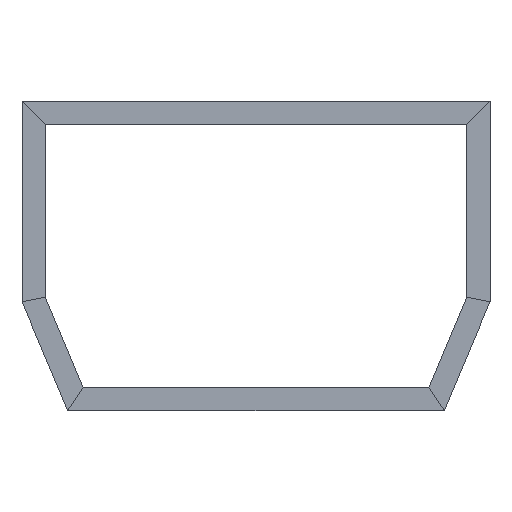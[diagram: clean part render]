
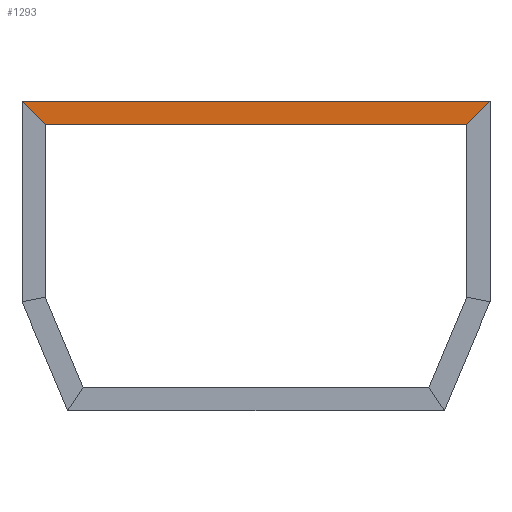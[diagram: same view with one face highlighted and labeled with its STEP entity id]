
A CAD part, top view. The second image highlights one B-rep face of the part: STEP entity #1293.
In plain terms, the highlighted free-form (B-spline) face has degree [1, 1] with [2, 2] control points.
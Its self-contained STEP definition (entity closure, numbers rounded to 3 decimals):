
#27 = B_SPLINE_SURFACE_WITH_KNOTS ( 'NONE', 1, 1, ( 
 ( #5063, #6296 ),
 ( #3609, #215 ) ),
 .UNSPECIFIED., .F., .F., .F.,
 ( 2, 2 ),
 ( 2, 2 ),
 ( 0., 1. ),
 ( 0., 1. ),
 .UNSPECIFIED. ) ;
#36 = CARTESIAN_POINT ( 'NONE',  ( 4380.064, 1269.265, 55. ) ) ;
#42 = VERTEX_POINT ( 'NONE', #36 ) ;
#215 = CARTESIAN_POINT ( 'NONE',  ( 4394.524, 1269.265, 55. ) ) ;
#393 = CARTESIAN_POINT ( 'NONE',  ( 2050.064, 1189.265, 55. ) ) ;
#947 = CARTESIAN_POINT ( 'NONE',  ( 4260.064, 1149.265, 55. ) ) ;
#984 = CARTESIAN_POINT ( 'NONE',  ( 2010.064, 1229.265, 55. ) ) ;
#1035 = VERTEX_POINT ( 'NONE', #2301 ) ;
#1125 = EDGE_LOOP ( 'NONE', ( #1275, #6007, #6581, #1260 ) ) ;
#1260 = ORIENTED_EDGE ( 'NONE', *, *, #5590, .F. ) ;
#1275 = ORIENTED_EDGE ( 'NONE', *, *, #6368, .F. ) ;
#1293 = ADVANCED_FACE ( 'NONE', ( #2525 ), #27, .F. ) ;
#1447 = CARTESIAN_POINT ( 'NONE',  ( 4340.064, 1229.265, 55. ) ) ;
#1483 = CARTESIAN_POINT ( 'NONE',  ( 4260.064, 1149.265, 55. ) ) ;
#1822 = CARTESIAN_POINT ( 'NONE',  ( 4260.064, 1149.265, 55. ) ) ;
#1840 = CARTESIAN_POINT ( 'NONE',  ( 4380.064, 1269.265, 55. ) ) ;
#1988 = B_SPLINE_CURVE_WITH_KNOTS ( 'NONE', 3,
 ( #6789, #1447, #3608, #947 ),
 .UNSPECIFIED., .F., .F.,
 ( 4, 4 ),
 ( -1., 0. ),
 .UNSPECIFIED. ) ;
#2001 = EDGE_CURVE ( 'NONE', #42, #6467, #3453, .T. ) ;
#2301 = CARTESIAN_POINT ( 'NONE',  ( 2090.064, 1149.265, 55. ) ) ;
#2525 = FACE_OUTER_BOUND ( 'NONE', #1125, .T. ) ;
#2567 = B_SPLINE_CURVE_WITH_KNOTS ( 'NONE', 3,
 ( #5830, #393, #984, #3157 ),
 .UNSPECIFIED., .F., .F.,
 ( 4, 4 ),
 ( -1., 0. ),
 .UNSPECIFIED. ) ;
#3157 = CARTESIAN_POINT ( 'NONE',  ( 1970.064, 1269.265, 55. ) ) ;
#3453 = B_SPLINE_CURVE_WITH_KNOTS ( 'NONE', 1,
 ( #1840, #5385 ),
 .UNSPECIFIED., .F., .F.,
 ( 2, 2 ),
 ( 0., 1. ),
 .UNSPECIFIED. ) ;
#3608 = CARTESIAN_POINT ( 'NONE',  ( 4300.064, 1189.265, 55. ) ) ;
#3609 = CARTESIAN_POINT ( 'NONE',  ( 1955.604, 1269.265, 55. ) ) ;
#3978 = VERTEX_POINT ( 'NONE', #1483 ) ;
#4022 = EDGE_CURVE ( 'NONE', #42, #3978, #1988, .T. ) ;
#4972 = B_SPLINE_CURVE_WITH_KNOTS ( 'NONE', 1,
 ( #1822, #5543 ),
 .UNSPECIFIED., .F., .F.,
 ( 2, 2 ),
 ( 0., 1. ),
 .UNSPECIFIED. ) ;
#5063 = CARTESIAN_POINT ( 'NONE',  ( 1955.604, 1149.265, 55. ) ) ;
#5385 = CARTESIAN_POINT ( 'NONE',  ( 1970.064, 1269.265, 55. ) ) ;
#5543 = CARTESIAN_POINT ( 'NONE',  ( 2090.064, 1149.265, 55. ) ) ;
#5566 = CARTESIAN_POINT ( 'NONE',  ( 1970.064, 1269.265, 55. ) ) ;
#5590 = EDGE_CURVE ( 'NONE', #1035, #6467, #2567, .T. ) ;
#5830 = CARTESIAN_POINT ( 'NONE',  ( 2090.064, 1149.265, 55. ) ) ;
#6007 = ORIENTED_EDGE ( 'NONE', *, *, #4022, .F. ) ;
#6296 = CARTESIAN_POINT ( 'NONE',  ( 4394.524, 1149.265, 55. ) ) ;
#6368 = EDGE_CURVE ( 'NONE', #3978, #1035, #4972, .T. ) ;
#6467 = VERTEX_POINT ( 'NONE', #5566 ) ;
#6581 = ORIENTED_EDGE ( 'NONE', *, *, #2001, .T. ) ;
#6789 = CARTESIAN_POINT ( 'NONE',  ( 4380.064, 1269.265, 55. ) ) ;
